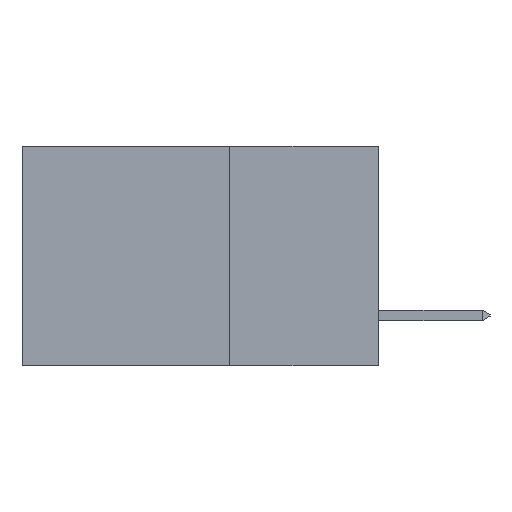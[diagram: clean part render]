
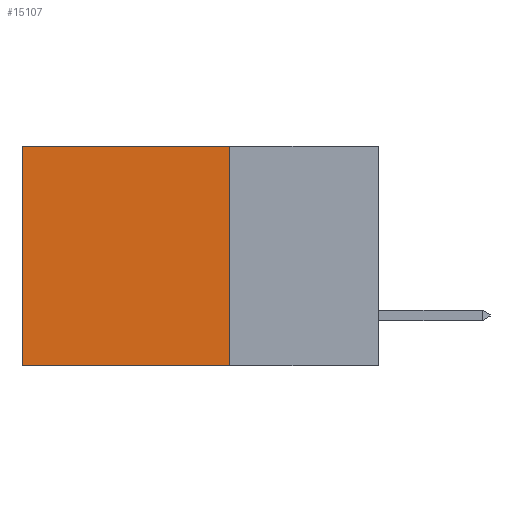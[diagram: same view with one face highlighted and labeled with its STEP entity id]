
A CAD part, left-side view. The second image highlights one B-rep face of the part: STEP entity #15107.
In plain terms, the highlighted planar face has unit normal (-1, 0, 0).
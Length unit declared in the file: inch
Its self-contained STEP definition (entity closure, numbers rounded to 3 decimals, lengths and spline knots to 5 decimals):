
#286 = EDGE_CURVE ( 'NONE', #16984, #12232, #3309, .T. ) ;
#454 = DIRECTION ( 'NONE',  ( 0., 0., -1. ) ) ;
#1451 = VERTEX_POINT ( 'NONE', #10340 ) ;
#2145 = EDGE_CURVE ( 'NONE', #4761, #1451, #9654, .T. ) ;
#3309 = LINE ( 'NONE', #15874, #11611 ) ;
#3608 = CARTESIAN_POINT ( 'NONE',  ( 0.2615, 0.25, -0.37 ) ) ;
#4761 = VERTEX_POINT ( 'NONE', #11930 ) ;
#5845 = CARTESIAN_POINT ( 'NONE',  ( 0.2615, 0.25, -0.37 ) ) ;
#6432 = DIRECTION ( 'NONE',  ( 0., 1., 0. ) ) ;
#6619 = ORIENTED_EDGE ( 'NONE', *, *, #286, .F. ) ;
#6899 = FACE_OUTER_BOUND ( 'NONE', #12913, .T. ) ;
#6940 = PLANE ( 'NONE',  #10546 ) ;
#7337 = CARTESIAN_POINT ( 'NONE',  ( 0.2615, 0.25, 0. ) ) ;
#7460 = ORIENTED_EDGE ( 'NONE', *, *, #9706, .T. ) ;
#8285 = VECTOR ( 'NONE', #454, 39.37008 ) ;
#8605 = VECTOR ( 'NONE', #6432, 39.37008 ) ;
#8615 = DIRECTION ( 'NONE',  ( 1., 0., 0. ) ) ;
#8810 = LINE ( 'NONE', #12085, #8285 ) ;
#9304 = LINE ( 'NONE', #5845, #13695 ) ;
#9654 = LINE ( 'NONE', #7337, #8605 ) ;
#9706 = EDGE_CURVE ( 'NONE', #1451, #12232, #8810, .T. ) ;
#10194 = CARTESIAN_POINT ( 'NONE',  ( 0.2615, 0.25, -0.37 ) ) ;
#10340 = CARTESIAN_POINT ( 'NONE',  ( 0.2615, 0.6, 0. ) ) ;
#10492 = EDGE_CURVE ( 'NONE', #4761, #16984, #9304, .T. ) ;
#10546 = AXIS2_PLACEMENT_3D ( 'NONE', #10194, #8615, #20369 ) ;
#11039 = ORIENTED_EDGE ( 'NONE', *, *, #2145, .T. ) ;
#11531 = ORIENTED_EDGE ( 'NONE', *, *, #10492, .F. ) ;
#11611 = VECTOR ( 'NONE', #14990, 39.37008 ) ;
#11930 = CARTESIAN_POINT ( 'NONE',  ( 0.2615, 0.25, 0. ) ) ;
#12085 = CARTESIAN_POINT ( 'NONE',  ( 0.2615, 0.6, -0.37 ) ) ;
#12232 = VERTEX_POINT ( 'NONE', #18824 ) ;
#12913 = EDGE_LOOP ( 'NONE', ( #7460, #6619, #11531, #11039 ) ) ;
#13695 = VECTOR ( 'NONE', #20950, 39.37008 ) ;
#14990 = DIRECTION ( 'NONE',  ( 0., 1., 0. ) ) ;
#15107 = ADVANCED_FACE ( 'NONE', ( #6899 ), #6940, .F. ) ;
#15874 = CARTESIAN_POINT ( 'NONE',  ( 0.2615, 0.25, -0.37 ) ) ;
#16984 = VERTEX_POINT ( 'NONE', #3608 ) ;
#18824 = CARTESIAN_POINT ( 'NONE',  ( 0.2615, 0.6, -0.37 ) ) ;
#20369 = DIRECTION ( 'NONE',  ( 0., 0., -1. ) ) ;
#20950 = DIRECTION ( 'NONE',  ( 0., 0., -1. ) ) ;
